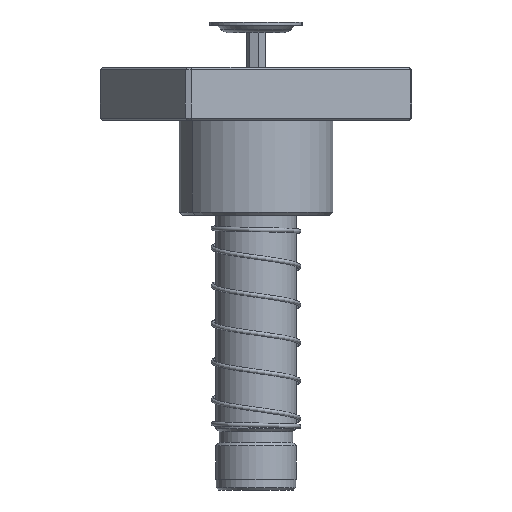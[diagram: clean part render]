
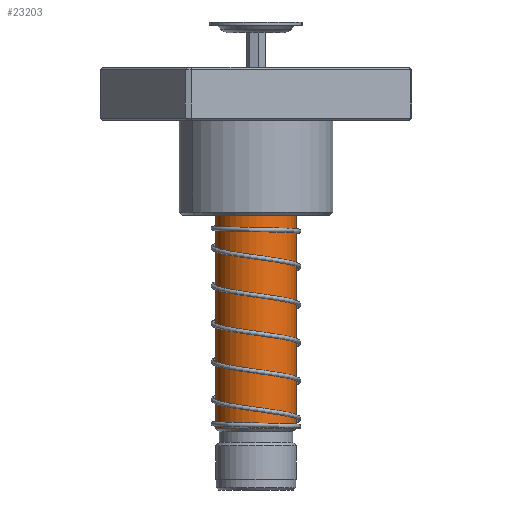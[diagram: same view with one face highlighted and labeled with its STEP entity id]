
A CAD part, front view. The second image highlights one B-rep face of the part: STEP entity #23203.
In plain terms, the highlighted cylindrical face has radius 19 mm (diameter 38 mm), a partial arc.
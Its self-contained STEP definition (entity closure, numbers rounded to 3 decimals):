
#216 = ORIENTED_EDGE ( 'NONE', *, *, #5461, .T. ) ;
#5461 = EDGE_CURVE ( 'NONE', #45123, #15475, #30832, .T. ) ;
#7294 = DIRECTION ( 'NONE',  ( -1., 0., 0. ) ) ;
#7876 = DIRECTION ( 'NONE',  ( -1., 0., 0. ) ) ;
#9292 = DIRECTION ( 'NONE',  ( 0., 0., -1. ) ) ;
#12227 = CARTESIAN_POINT ( 'NONE',  ( 19., 0., 200. ) ) ;
#13507 = EDGE_CURVE ( 'NONE', #45123, #35037, #30444, .T. ) ;
#15235 = CARTESIAN_POINT ( 'NONE',  ( 0., 0., 200. ) ) ;
#15475 = VERTEX_POINT ( 'NONE', #40581 ) ;
#16559 = CARTESIAN_POINT ( 'NONE',  ( -19., 0., 200. ) ) ;
#16610 = ORIENTED_EDGE ( 'NONE', *, *, #48526, .T. ) ;
#17529 = AXIS2_PLACEMENT_3D ( 'NONE', #42576, #31468, #7876 ) ;
#19006 = CIRCLE ( 'NONE', #17529, 19. ) ;
#19196 = DIRECTION ( 'NONE',  ( 0., 0., -1. ) ) ;
#20541 = DIRECTION ( 'NONE',  ( 0., 0., -1. ) ) ;
#21993 = EDGE_CURVE ( 'NONE', #35037, #29479, #19006, .T. ) ;
#22108 = EDGE_LOOP ( 'NONE', ( #35030, #216, #16610, #30105 ) ) ;
#23203 = ADVANCED_FACE ( 'NONE', ( #31287 ), #33113, .T. ) ;
#23210 = AXIS2_PLACEMENT_3D ( 'NONE', #15235, #19196, #7294 ) ;
#27262 = CARTESIAN_POINT ( 'NONE',  ( 19., 0., 29. ) ) ;
#28140 = DIRECTION ( 'NONE',  ( 1., 0., 0. ) ) ;
#29479 = VERTEX_POINT ( 'NONE', #33031 ) ;
#30105 = ORIENTED_EDGE ( 'NONE', *, *, #21993, .F. ) ;
#30444 = LINE ( 'NONE', #12227, #40836 ) ;
#30832 = CIRCLE ( 'NONE', #36335, 19. ) ;
#31287 = FACE_OUTER_BOUND ( 'NONE', #22108, .T. ) ;
#31468 = DIRECTION ( 'NONE',  ( 0., 0., -1. ) ) ;
#33031 = CARTESIAN_POINT ( 'NONE',  ( -19., 0., 29. ) ) ;
#33113 = CYLINDRICAL_SURFACE ( 'NONE', #23210, 19. ) ;
#35030 = ORIENTED_EDGE ( 'NONE', *, *, #13507, .F. ) ;
#35037 = VERTEX_POINT ( 'NONE', #27262 ) ;
#36147 = CARTESIAN_POINT ( 'NONE',  ( 0., 0., 197. ) ) ;
#36335 = AXIS2_PLACEMENT_3D ( 'NONE', #36147, #20541, #28140 ) ;
#39381 = VECTOR ( 'NONE', #9292, 1000. ) ;
#40581 = CARTESIAN_POINT ( 'NONE',  ( -19., 0., 197. ) ) ;
#40610 = LINE ( 'NONE', #16559, #39381 ) ;
#40836 = VECTOR ( 'NONE', #47265, 1000. ) ;
#42576 = CARTESIAN_POINT ( 'NONE',  ( 0., 0., 29. ) ) ;
#45123 = VERTEX_POINT ( 'NONE', #45480 ) ;
#45480 = CARTESIAN_POINT ( 'NONE',  ( 19., 0., 197. ) ) ;
#47265 = DIRECTION ( 'NONE',  ( 0., 0., -1. ) ) ;
#48526 = EDGE_CURVE ( 'NONE', #15475, #29479, #40610, .T. ) ;
